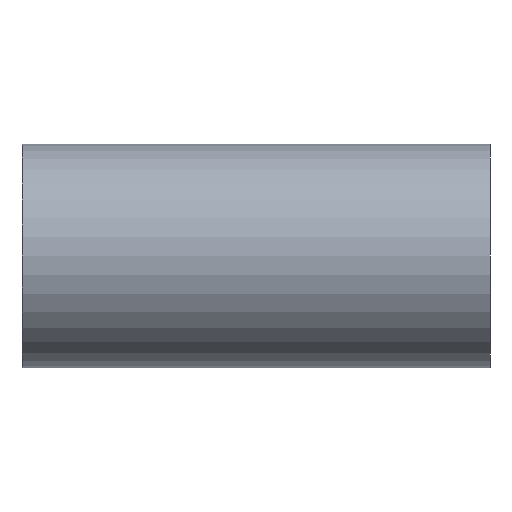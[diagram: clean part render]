
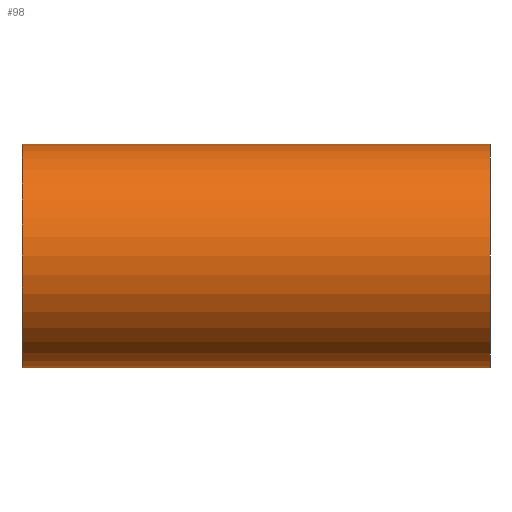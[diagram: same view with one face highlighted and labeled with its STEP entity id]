
A CAD part, front view. The second image highlights one B-rep face of the part: STEP entity #98.
In plain terms, the highlighted cylindrical face has radius 20.333 mm (diameter 40.665 mm), a partial arc.
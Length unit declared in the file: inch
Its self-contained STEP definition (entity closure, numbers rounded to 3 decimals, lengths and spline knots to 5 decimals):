
#10 = EDGE_CURVE ( 'NONE', #578, #564, #257, .T. ) ;
#24 = AXIS2_PLACEMENT_3D ( 'NONE', #650, #651, #657 ) ;
#25 = EDGE_CURVE ( 'NONE', #607, #615, #197, .T. ) ;
#38 = EDGE_CURVE ( 'NONE', #615, #564, #259, .T. ) ;
#44 = EDGE_CURVE ( 'NONE', #575, #578, #269, .T. ) ;
#78 = AXIS2_PLACEMENT_3D ( 'NONE', #473, #461, #460 ) ;
#98 = ADVANCED_FACE ( 'NONE', ( #372 ), #366, .T. ) ;
#147 = ORIENTED_EDGE ( 'NONE', *, *, #38, .T. ) ;
#154 = ORIENTED_EDGE ( 'NONE', *, *, #687, .F. ) ;
#167 = ORIENTED_EDGE ( 'NONE', *, *, #25, .T. ) ;
#171 = ORIENTED_EDGE ( 'NONE', *, *, #678, .T. ) ;
#176 = ORIENTED_EDGE ( 'NONE', *, *, #44, .F. ) ;
#197 = LINE ( 'NONE', #562, #255 ) ;
#241 = EDGE_LOOP ( 'NONE', ( #154, #171, #167, #147, #262, #176 ) ) ;
#255 = VECTOR ( 'NONE', #561, 39.37008 ) ;
#257 = CIRCLE ( 'NONE', #702, 0.8005 ) ;
#259 = LINE ( 'NONE', #567, #261 ) ;
#261 = VECTOR ( 'NONE', #521, 39.37008 ) ;
#262 = ORIENTED_EDGE ( 'NONE', *, *, #10, .F. ) ;
#264 = VECTOR ( 'NONE', #515, 39.37008 ) ;
#269 = LINE ( 'NONE', #511, #264 ) ;
#298 = CIRCLE ( 'NONE', #78, 0.8005 ) ;
#337 = VECTOR ( 'NONE', #422, 39.37008 ) ;
#338 = LINE ( 'NONE', #423, #337 ) ;
#366 = CYLINDRICAL_SURFACE ( 'NONE', #24, 0.8005 ) ;
#372 = FACE_OUTER_BOUND ( 'NONE', #241, .T. ) ;
#422 = DIRECTION ( 'NONE',  ( -1., 0., 0. ) ) ;
#423 = CARTESIAN_POINT ( 'NONE',  ( 0.688, 0., -0.8005 ) ) ;
#456 = CARTESIAN_POINT ( 'NONE',  ( 1.673, 0., -0.8005 ) ) ;
#460 = DIRECTION ( 'NONE',  ( 0., 0., 1. ) ) ;
#461 = DIRECTION ( 'NONE',  ( -1., 0., 0. ) ) ;
#462 = CARTESIAN_POINT ( 'NONE',  ( 0., 0., 0.8005 ) ) ;
#473 = CARTESIAN_POINT ( 'NONE',  ( 1.673, 0., 0. ) ) ;
#475 = CARTESIAN_POINT ( 'NONE',  ( 1.673, 0., 0.8005 ) ) ;
#482 = CARTESIAN_POINT ( 'NONE',  ( -1.673, 0., -0.8005 ) ) ;
#485 = CARTESIAN_POINT ( 'NONE',  ( 0., 0., -0.8005 ) ) ;
#491 = CARTESIAN_POINT ( 'NONE',  ( -1.673, 0., 0. ) ) ;
#502 = CARTESIAN_POINT ( 'NONE',  ( -1.673, 0., 0.8005 ) ) ;
#511 = CARTESIAN_POINT ( 'NONE',  ( 0.688, 0., -0.8005 ) ) ;
#515 = DIRECTION ( 'NONE',  ( -1., 0., 0. ) ) ;
#521 = DIRECTION ( 'NONE',  ( -1., 0., 0. ) ) ;
#553 = DIRECTION ( 'NONE',  ( 0., 0., 1. ) ) ;
#556 = DIRECTION ( 'NONE',  ( -1., 0., 0. ) ) ;
#561 = DIRECTION ( 'NONE',  ( -1., 0., 0. ) ) ;
#562 = CARTESIAN_POINT ( 'NONE',  ( 0.688, 0., 0.8005 ) ) ;
#564 = VERTEX_POINT ( 'NONE', #502 ) ;
#567 = CARTESIAN_POINT ( 'NONE',  ( 0.688, 0., 0.8005 ) ) ;
#575 = VERTEX_POINT ( 'NONE', #485 ) ;
#578 = VERTEX_POINT ( 'NONE', #482 ) ;
#607 = VERTEX_POINT ( 'NONE', #475 ) ;
#615 = VERTEX_POINT ( 'NONE', #462 ) ;
#616 = VERTEX_POINT ( 'NONE', #456 ) ;
#650 = CARTESIAN_POINT ( 'NONE',  ( 0.688, 0., 0. ) ) ;
#651 = DIRECTION ( 'NONE',  ( -1., 0., 0. ) ) ;
#657 = DIRECTION ( 'NONE',  ( 0., 0., 1. ) ) ;
#678 = EDGE_CURVE ( 'NONE', #616, #607, #298, .T. ) ;
#687 = EDGE_CURVE ( 'NONE', #616, #575, #338, .T. ) ;
#702 = AXIS2_PLACEMENT_3D ( 'NONE', #491, #556, #553 ) ;
